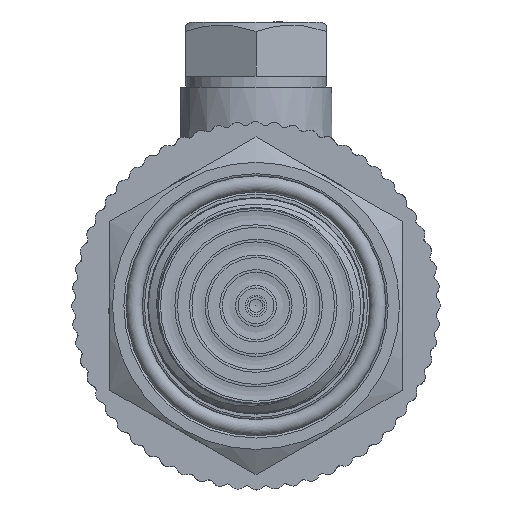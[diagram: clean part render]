
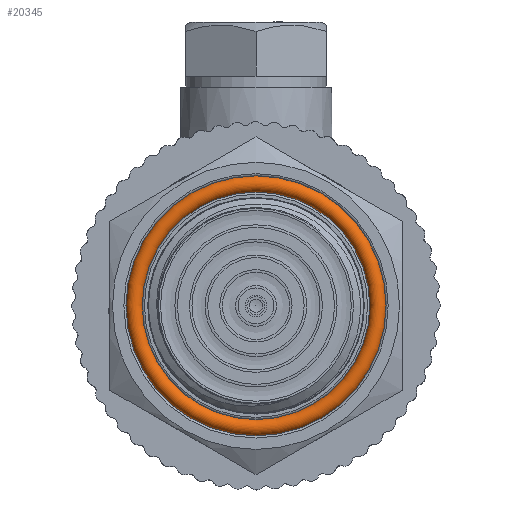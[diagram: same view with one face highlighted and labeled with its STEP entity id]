
A CAD part, left-side view. The second image highlights one B-rep face of the part: STEP entity #20345.
In plain terms, the highlighted toroidal (fillet/blend) face has major radius 11.25 mm and minor radius 0.75 mm.
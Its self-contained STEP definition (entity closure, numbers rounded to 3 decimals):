
#825=TOROIDAL_SURFACE('',#21780,11.25,0.75);
#2151=FACE_OUTER_BOUND('',#3359,.T.);
#3359=EDGE_LOOP('',(#18844,#18845,#18846,#18847));
#4063=CIRCLE('',#21781,0.75);
#4064=CIRCLE('',#21782,10.5);
#9466=VERTEX_POINT('',#69547);
#12592=EDGE_CURVE('',#9466,#9466,#4063,.T.);
#12593=EDGE_CURVE('',#9466,#9466,#4064,.T.);
#18844=ORIENTED_EDGE('',*,*,#12592,.F.);
#18845=ORIENTED_EDGE('',*,*,#12593,.T.);
#18846=ORIENTED_EDGE('',*,*,#12592,.T.);
#18847=ORIENTED_EDGE('',*,*,#12593,.F.);
#20345=ADVANCED_FACE('',(#2151),#825,.T.);
#21780=AXIS2_PLACEMENT_3D('',#69546,#25464,#25465);
#21781=AXIS2_PLACEMENT_3D('',#69548,#25466,#25467);
#21782=AXIS2_PLACEMENT_3D('',#69549,#25468,#25469);
#25464=DIRECTION('center_axis',(1.,0.,0.));
#25465=DIRECTION('ref_axis',(0.,0.,-1.));
#25466=DIRECTION('center_axis',(0.,-1.,0.));
#25467=DIRECTION('ref_axis',(0.,0.,1.));
#25468=DIRECTION('center_axis',(-1.,0.,0.));
#25469=DIRECTION('ref_axis',(0.,0.,-1.));
#69546=CARTESIAN_POINT('Origin',(15.2,0.,0.));
#69547=CARTESIAN_POINT('',(15.2,0.,10.5));
#69548=CARTESIAN_POINT('Origin',(15.2,0.,11.25));
#69549=CARTESIAN_POINT('Origin',(15.2,0.,0.));
